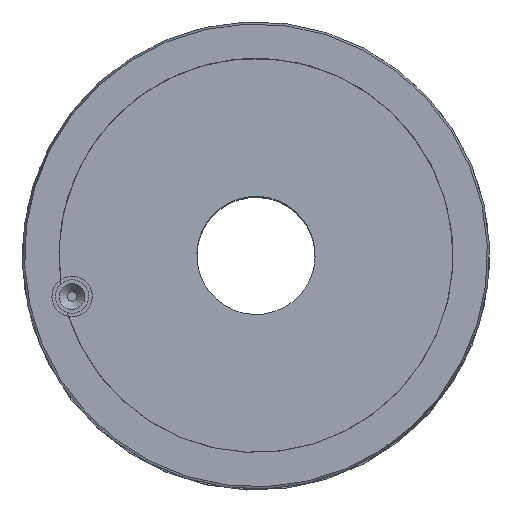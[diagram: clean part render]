
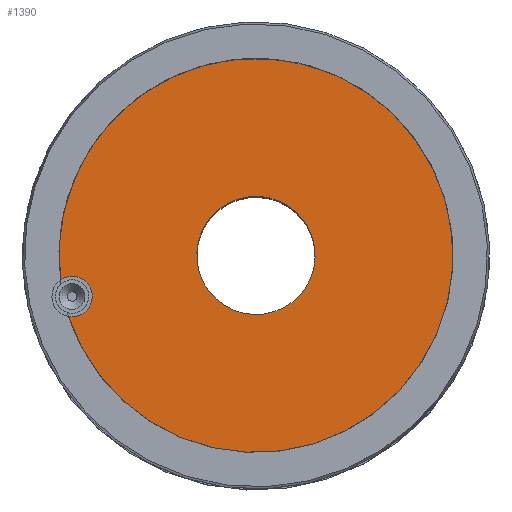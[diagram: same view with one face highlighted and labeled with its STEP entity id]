
A CAD part, top view. The second image highlights one B-rep face of the part: STEP entity #1390.
In plain terms, the highlighted planar face has unit normal (0, 0, 1).
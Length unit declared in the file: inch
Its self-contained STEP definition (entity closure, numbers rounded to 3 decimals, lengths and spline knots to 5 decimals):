
#137=FACE_BOUND('',#545,.T.);
#464=FACE_OUTER_BOUND('',#544,.T.);
#544=EDGE_LOOP('',(#986,#987));
#545=EDGE_LOOP('',(#988));
#638=CIRCLE('',#1516,0.256);
#639=CIRCLE('',#1518,2.5);
#643=CIRCLE('',#1524,0.75);
#671=VERTEX_POINT('',#2085);
#672=VERTEX_POINT('',#2087);
#676=VERTEX_POINT('',#2100);
#797=EDGE_CURVE('',#672,#671,#638,.T.);
#799=EDGE_CURVE('',#672,#671,#639,.T.);
#803=EDGE_CURVE('',#676,#676,#643,.T.);
#986=ORIENTED_EDGE('',*,*,#797,.T.);
#987=ORIENTED_EDGE('',*,*,#799,.F.);
#988=ORIENTED_EDGE('',*,*,#803,.T.);
#1327=PLANE('',#1525);
#1390=ADVANCED_FACE('',(#464,#137),#1327,.T.);
#1516=AXIS2_PLACEMENT_3D('',#2088,#1664,#1665);
#1518=AXIS2_PLACEMENT_3D('',#2091,#1669,#1670);
#1524=AXIS2_PLACEMENT_3D('',#2101,#1681,#1682);
#1525=AXIS2_PLACEMENT_3D('',#2102,#1683,#1684);
#1664=DIRECTION('center_axis',(0.,0.,-1.));
#1665=DIRECTION('ref_axis',(1.,0.,0.));
#1669=DIRECTION('center_axis',(0.,0.,-1.));
#1670=DIRECTION('ref_axis',(1.,0.,0.));
#1681=DIRECTION('center_axis',(0.,0.,-1.));
#1682=DIRECTION('ref_axis',(1.,0.,0.));
#1683=DIRECTION('center_axis',(0.,0.,1.));
#1684=DIRECTION('ref_axis',(1.,0.,0.));
#2085=CARTESIAN_POINT('',(0.41583,2.46517,0.));
#2087=CARTESIAN_POINT('',(0.87247,2.34282,0.));
#2088=CARTESIAN_POINT('Origin',(0.61871,2.30905,0.));
#2091=CARTESIAN_POINT('Origin',(0.,0.,0.));
#2100=CARTESIAN_POINT('',(0.,0.75,0.));
#2101=CARTESIAN_POINT('Origin',(0.,0.,0.));
#2102=CARTESIAN_POINT('Origin',(0.,2.5,0.));
